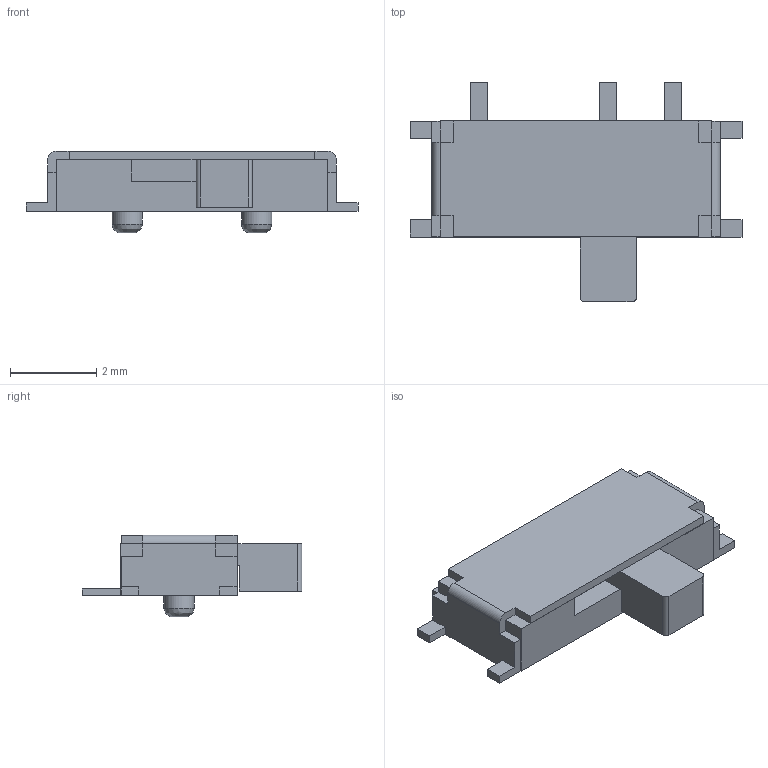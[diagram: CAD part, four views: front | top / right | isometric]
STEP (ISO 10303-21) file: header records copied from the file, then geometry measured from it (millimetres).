
FILE_DESCRIPTION((''),'2;1');
FILE_NAME('EG1260ASQ.stp','2011-08-17T10:17:47',('blarson'),(''),'Autodesk Inventor 11','Autodesk Inventor 11','');
FILE_SCHEMA(('AUTOMOTIVE_DESIGN { 1 0 10303 214 1 1 1 1 }'));
Length unit declared in the file: millimetre
Products named in the file (3): D041200; EG1260SBODY; EG1260ACTUATOR-1.5A
Assembly tree (2 placements, depth 2):
  D041200
    EG1260SBODY
    EG1260ACTUATOR-1.5A
Bounding box: 7.7 x 5.1 x 1.9 mm (x, y, z)
Volume: 27.4 mm3; surface area: 84.3 mm2
Topology: 2 solids, 2 shells, 89 faces, 236 edges, 156 vertices
Faces by surface type: plane 66, bspline 17, cylinder 6
Full cylindrical faces by diameter (mm): 0.7 x2
Entity records: 2855 total; most frequent: CARTESIAN_POINT 615, ORIENTED_EDGE 464, DIRECTION 400, EDGE_CURVE 232, VECTOR 218, LINE 218, VERTEX_POINT 156, EDGE_LOOP 98
